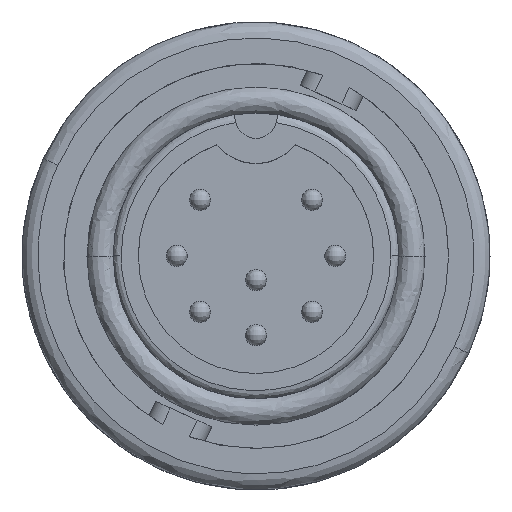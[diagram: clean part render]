
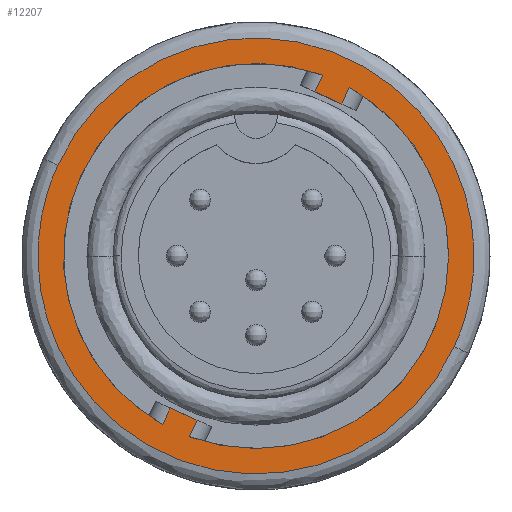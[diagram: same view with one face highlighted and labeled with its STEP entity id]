
A CAD part, top view. The second image highlights one B-rep face of the part: STEP entity #12207.
In plain terms, the highlighted planar face has unit normal (0, 0, 1).
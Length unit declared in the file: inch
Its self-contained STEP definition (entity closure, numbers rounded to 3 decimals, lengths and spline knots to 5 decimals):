
#343 = DIRECTION ( 'NONE',  ( 0., 0., -1. ) ) ;
#463 = PLANE ( 'NONE',  #5354 ) ;
#581 = CARTESIAN_POINT ( 'NONE',  ( 0., 0., -0.12776 ) ) ;
#795 = VERTEX_POINT ( 'NONE', #7545 ) ;
#975 = VERTEX_POINT ( 'NONE', #4099 ) ;
#1051 = CIRCLE ( 'NONE', #13447, 0.36 ) ;
#1180 = EDGE_CURVE ( 'NONE', #5295, #5937, #13693, .T. ) ;
#1186 = CARTESIAN_POINT ( 'NONE',  ( 0.16027, 0.28407, -0.12776 ) ) ;
#2549 = DIRECTION ( 'NONE',  ( 0.416, 0.909, 0. ) ) ;
#2628 = CARTESIAN_POINT ( 'NONE',  ( 0.16027, 0.28407, -0.12776 ) ) ;
#2881 = AXIS2_PLACEMENT_3D ( 'NONE', #8383, #343, #9742 ) ;
#3008 =( BOUNDED_CURVE ( )  B_SPLINE_CURVE ( 3, ( #4351, #13723, #15142, #7034 ),
 .UNSPECIFIED., .F., .T. ) 
 B_SPLINE_CURVE_WITH_KNOTS ( ( 4, 4 ),
 ( 0., 1. ),
 .UNSPECIFIED. ) 
 CURVE ( )  GEOMETRIC_REPRESENTATION_ITEM ( )  RATIONAL_B_SPLINE_CURVE ( ( 1., 0.333, 0.333, 1. ) ) 
 REPRESENTATION_ITEM ( '' )  );
#3177 = ORIENTED_EDGE ( 'NONE', *, *, #10102, .F. ) ;
#3474 = ORIENTED_EDGE ( 'NONE', *, *, #16077, .F. ) ;
#3740 = LINE ( 'NONE', #5003, #6859 ) ;
#3990 = DIRECTION ( 'NONE',  ( -0.909, 0.416, 0. ) ) ;
#4099 = CARTESIAN_POINT ( 'NONE',  ( 0.16027, 0.28407, -0.12776 ) ) ;
#4180 = CARTESIAN_POINT ( 'NONE',  ( 0.12439, 0.33783, -0.12776 ) ) ;
#4211 = VERTEX_POINT ( 'NONE', #15716 ) ;
#4351 = CARTESIAN_POINT ( 'NONE',  ( 0.37053, -0.16961, -0.12776 ) ) ;
#4402 = LINE ( 'NONE', #16794, #15161 ) ;
#4850 = DIRECTION ( 'NONE',  ( 1., 0., 0. ) ) ;
#5003 = CARTESIAN_POINT ( 'NONE',  ( -0.16027, -0.28407, -0.12776 ) ) ;
#5008 = CARTESIAN_POINT ( 'NONE',  ( -0.12439, -0.33783, -0.12776 ) ) ;
#5041 = ORIENTED_EDGE ( 'NONE', *, *, #9305, .T. ) ;
#5055 = EDGE_CURVE ( 'NONE', #11177, #15093, #11761, .T. ) ;
#5295 = VERTEX_POINT ( 'NONE', #10396 ) ;
#5354 = AXIS2_PLACEMENT_3D ( 'NONE', #581, #12922, #4850 ) ;
#5521 = DIRECTION ( 'NONE',  ( -0.416, -0.909, 0. ) ) ;
#5745 = CARTESIAN_POINT ( 'NONE',  ( -0.1744, -0.31493, -0.12776 ) ) ;
#5879 = VECTOR ( 'NONE', #2549, 39.37008 ) ;
#5937 = VERTEX_POINT ( 'NONE', #16808 ) ;
#5959 = ORIENTED_EDGE ( 'NONE', *, *, #5055, .T. ) ;
#6355 = DIRECTION ( 'NONE',  ( -0.416, -0.909, 0. ) ) ;
#6645 = CARTESIAN_POINT ( 'NONE',  ( 0., 0., -0.12776 ) ) ;
#6756 = VECTOR ( 'NONE', #3990, 39.37008 ) ;
#6859 = VECTOR ( 'NONE', #6355, 39.37008 ) ;
#6904 = VERTEX_POINT ( 'NONE', #5745 ) ;
#7034 = CARTESIAN_POINT ( 'NONE',  ( -0.37053, 0.16961, -0.12776 ) ) ;
#7063 = CARTESIAN_POINT ( 'NONE',  ( 0.70974, 0.57145, -0.12776 ) ) ;
#7155 = CARTESIAN_POINT ( 'NONE',  ( -0.11026, -0.30696, -0.12776 ) ) ;
#7196 = VERTEX_POINT ( 'NONE', #10652 ) ;
#7545 = CARTESIAN_POINT ( 'NONE',  ( 0.12439, 0.33783, -0.12776 ) ) ;
#7546 = EDGE_LOOP ( 'NONE', ( #13327, #3474 ) ) ;
#7585 = EDGE_CURVE ( 'NONE', #4211, #6904, #3740, .T. ) ;
#7871 = DIRECTION ( 'NONE',  ( 0., 0., -1. ) ) ;
#7999 = DIRECTION ( 'NONE',  ( 1., 0., 0. ) ) ;
#8252 = ORIENTED_EDGE ( 'NONE', *, *, #15704, .T. ) ;
#8317 = EDGE_CURVE ( 'NONE', #8694, #11177, #1051, .T. ) ;
#8383 = CARTESIAN_POINT ( 'NONE',  ( 0., 0., -0.12776 ) ) ;
#8694 = VERTEX_POINT ( 'NONE', #9255 ) ;
#9255 = CARTESIAN_POINT ( 'NONE',  ( 0.1744, 0.31493, -0.12776 ) ) ;
#9305 = EDGE_CURVE ( 'NONE', #975, #8694, #13062, .T. ) ;
#9653 = VECTOR ( 'NONE', #16319, 39.37008 ) ;
#9742 = DIRECTION ( 'NONE',  ( 1., 0., 0. ) ) ;
#9821 = ORIENTED_EDGE ( 'NONE', *, *, #14169, .T. ) ;
#10102 = EDGE_CURVE ( 'NONE', #4211, #12181, #4402, .T. ) ;
#10396 = CARTESIAN_POINT ( 'NONE',  ( -0.37053, 0.16961, -0.12776 ) ) ;
#10652 = CARTESIAN_POINT ( 'NONE',  ( 0.11026, 0.30696, -0.12776 ) ) ;
#11177 = VERTEX_POINT ( 'NONE', #14819 ) ;
#11282 = ORIENTED_EDGE ( 'NONE', *, *, #12790, .F. ) ;
#11761 = CIRCLE ( 'NONE', #2881, 0.36 ) ;
#12181 = VERTEX_POINT ( 'NONE', #7155 ) ;
#12207 = ADVANCED_FACE ( 'NONE', ( #16962, #13332 ), #463, .T. ) ;
#12213 = VECTOR ( 'NONE', #5521, 39.37008 ) ;
#12495 = CARTESIAN_POINT ( 'NONE',  ( -0.03131, 0.91066, -0.12776 ) ) ;
#12699 = EDGE_LOOP ( 'NONE', ( #5041, #13920, #5959, #8252, #3177, #15642, #15910, #9821, #11282 ) ) ;
#12790 = EDGE_CURVE ( 'NONE', #975, #7196, #13967, .T. ) ;
#12922 = DIRECTION ( 'NONE',  ( 0., 0., 1. ) ) ;
#13062 = LINE ( 'NONE', #1186, #5879 ) ;
#13277 = LINE ( 'NONE', #14942, #9653 ) ;
#13327 = ORIENTED_EDGE ( 'NONE', *, *, #1180, .F. ) ;
#13332 = FACE_BOUND ( 'NONE', #12699, .T. ) ;
#13447 = AXIS2_PLACEMENT_3D ( 'NONE', #6645, #16123, #7999 ) ;
#13693 =( BOUNDED_CURVE ( )  B_SPLINE_CURVE ( 3, ( #15177, #12495, #7063, #13805 ),
 .UNSPECIFIED., .F., .F. ) 
 B_SPLINE_CURVE_WITH_KNOTS ( ( 4, 4 ),
 ( 0., 1. ),
 .UNSPECIFIED. ) 
 CURVE ( )  GEOMETRIC_REPRESENTATION_ITEM ( )  RATIONAL_B_SPLINE_CURVE ( ( 1., 0.333, 0.333, 1. ) ) 
 REPRESENTATION_ITEM ( '' )  );
#13723 = CARTESIAN_POINT ( 'NONE',  ( 0.03131, -0.91066, -0.12776 ) ) ;
#13805 = CARTESIAN_POINT ( 'NONE',  ( 0.37053, -0.16961, -0.12776 ) ) ;
#13920 = ORIENTED_EDGE ( 'NONE', *, *, #8317, .T. ) ;
#13967 = LINE ( 'NONE', #2628, #6756 ) ;
#14169 = EDGE_CURVE ( 'NONE', #795, #7196, #16264, .T. ) ;
#14819 = CARTESIAN_POINT ( 'NONE',  ( 0.36, 0., -0.12776 ) ) ;
#14942 = CARTESIAN_POINT ( 'NONE',  ( -0.12439, -0.33783, -0.12776 ) ) ;
#15093 = VERTEX_POINT ( 'NONE', #5008 ) ;
#15101 = DIRECTION ( 'NONE',  ( 0.909, -0.416, 0. ) ) ;
#15142 = CARTESIAN_POINT ( 'NONE',  ( -0.70974, -0.57145, -0.12776 ) ) ;
#15152 = AXIS2_PLACEMENT_3D ( 'NONE', #15993, #7871, #17340 ) ;
#15161 = VECTOR ( 'NONE', #15101, 39.37008 ) ;
#15177 = CARTESIAN_POINT ( 'NONE',  ( -0.37053, 0.16961, -0.12776 ) ) ;
#15642 = ORIENTED_EDGE ( 'NONE', *, *, #7585, .T. ) ;
#15704 = EDGE_CURVE ( 'NONE', #15093, #12181, #13277, .T. ) ;
#15716 = CARTESIAN_POINT ( 'NONE',  ( -0.16027, -0.28407, -0.12776 ) ) ;
#15910 = ORIENTED_EDGE ( 'NONE', *, *, #15913, .T. ) ;
#15913 = EDGE_CURVE ( 'NONE', #6904, #795, #17048, .T. ) ;
#15993 = CARTESIAN_POINT ( 'NONE',  ( 0., 0., -0.12776 ) ) ;
#16077 = EDGE_CURVE ( 'NONE', #5937, #5295, #3008, .T. ) ;
#16123 = DIRECTION ( 'NONE',  ( 0., 0., -1. ) ) ;
#16264 = LINE ( 'NONE', #4180, #12213 ) ;
#16319 = DIRECTION ( 'NONE',  ( 0.416, 0.909, 0. ) ) ;
#16794 = CARTESIAN_POINT ( 'NONE',  ( -0.16027, -0.28407, -0.12776 ) ) ;
#16808 = CARTESIAN_POINT ( 'NONE',  ( 0.37053, -0.16961, -0.12776 ) ) ;
#16962 = FACE_OUTER_BOUND ( 'NONE', #7546, .T. ) ;
#17048 = CIRCLE ( 'NONE', #15152, 0.36 ) ;
#17340 = DIRECTION ( 'NONE',  ( 1., 0., 0. ) ) ;
